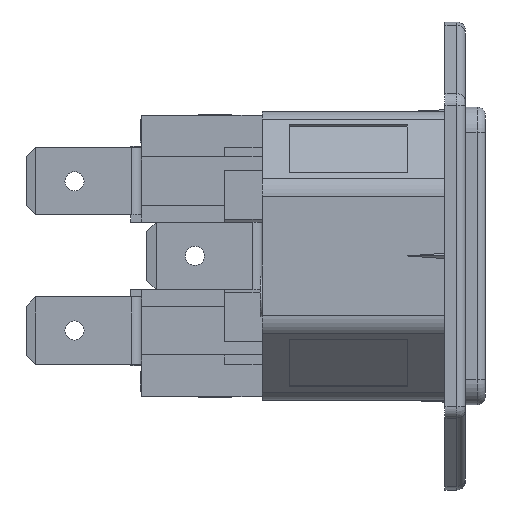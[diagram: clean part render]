
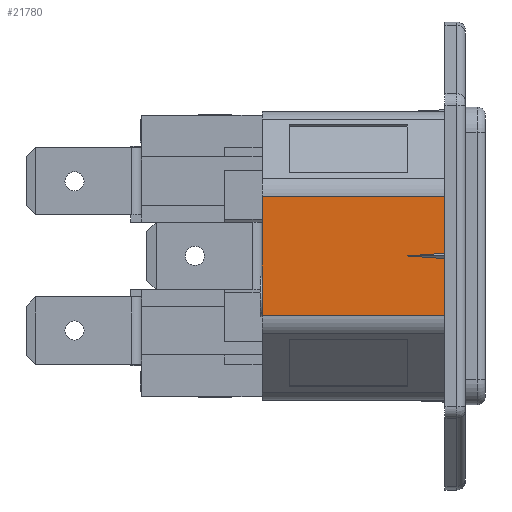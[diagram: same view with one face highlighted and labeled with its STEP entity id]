
A CAD part, front view. The second image highlights one B-rep face of the part: STEP entity #21780.
In plain terms, the highlighted planar face has unit normal (0, -1, 0).
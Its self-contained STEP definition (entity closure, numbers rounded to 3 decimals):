
#790 = CARTESIAN_POINT ( 'NONE',  ( -12.85, -15.43, 6.555 ) ) ;
#2611 = ORIENTED_EDGE ( 'NONE', *, *, #29392, .T. ) ;
#3093 = CARTESIAN_POINT ( 'NONE',  ( 0., -15.43, 5.577 ) ) ;
#4649 = LINE ( 'NONE', #30198, #27902 ) ;
#4874 = CARTESIAN_POINT ( 'NONE',  ( 0., -15.43, 5.577 ) ) ;
#6177 = CARTESIAN_POINT ( 'NONE',  ( 0., -15.43, 5.577 ) ) ;
#6723 = EDGE_CURVE ( 'NONE', #10517, #33508, #8796, .T. ) ;
#7068 = CARTESIAN_POINT ( 'NONE',  ( 0., -15.43, -0.255 ) ) ;
#7583 = EDGE_LOOP ( 'NONE', ( #13988, #12863, #11188, #23783, #29689, #31700, #2611 ) ) ;
#8126 = CARTESIAN_POINT ( 'NONE',  ( 0., -15.43, 0.255 ) ) ;
#8534 = DIRECTION ( 'NONE',  ( -1., 0., 0. ) ) ;
#8796 = LINE ( 'NONE', #17441, #29859 ) ;
#10517 = VERTEX_POINT ( 'NONE', #31354 ) ;
#11188 = ORIENTED_EDGE ( 'NONE', *, *, #31374, .T. ) ;
#11229 = AXIS2_PLACEMENT_3D ( 'NONE', #790, #23707, #18062 ) ;
#11285 = VECTOR ( 'NONE', #24423, 1000. ) ;
#12863 = ORIENTED_EDGE ( 'NONE', *, *, #25778, .F. ) ;
#13602 = VECTOR ( 'NONE', #19777, 1000. ) ;
#13988 = ORIENTED_EDGE ( 'NONE', *, *, #21621, .F. ) ;
#13993 = VECTOR ( 'NONE', #8534, 1000. ) ;
#16445 = VERTEX_POINT ( 'NONE', #19258 ) ;
#17441 = CARTESIAN_POINT ( 'NONE',  ( 0., -15.43, -5.577 ) ) ;
#18062 = DIRECTION ( 'NONE',  ( 0., 0., -1. ) ) ;
#18529 = DIRECTION ( 'NONE',  ( 0., 0., -1. ) ) ;
#18732 = DIRECTION ( 'NONE',  ( 0., 0., -1. ) ) ;
#18978 = VECTOR ( 'NONE', #18529, 1000. ) ;
#19258 = CARTESIAN_POINT ( 'NONE',  ( -17.15, -15.43, 5.577 ) ) ;
#19428 = CARTESIAN_POINT ( 'NONE',  ( 0., -15.43, -0.255 ) ) ;
#19777 = DIRECTION ( 'NONE',  ( -0.997, 0., -0.073 ) ) ;
#21009 = EDGE_CURVE ( 'NONE', #33277, #10517, #32802, .T. ) ;
#21621 = EDGE_CURVE ( 'NONE', #35222, #33884, #31794, .T. ) ;
#21780 = ADVANCED_FACE ( 'NONE', ( #26704 ), #26515, .T. ) ;
#22718 = DIRECTION ( 'NONE',  ( -1., 0., 0. ) ) ;
#23475 = LINE ( 'NONE', #28546, #30415 ) ;
#23707 = DIRECTION ( 'NONE',  ( 0., -1., 0. ) ) ;
#23783 = ORIENTED_EDGE ( 'NONE', *, *, #32626, .T. ) ;
#24423 = DIRECTION ( 'NONE',  ( 0., 0., -1. ) ) ;
#25778 = EDGE_CURVE ( 'NONE', #30561, #35222, #30613, .T. ) ;
#26515 = PLANE ( 'NONE',  #11229 ) ;
#26704 = FACE_OUTER_BOUND ( 'NONE', #7583, .T. ) ;
#27902 = VECTOR ( 'NONE', #18732, 1000. ) ;
#28546 = CARTESIAN_POINT ( 'NONE',  ( 0., -15.43, -0.255 ) ) ;
#29100 = DIRECTION ( 'NONE',  ( -0.997, 0., 0.073 ) ) ;
#29392 = EDGE_CURVE ( 'NONE', #33277, #33884, #23475, .T. ) ;
#29689 = ORIENTED_EDGE ( 'NONE', *, *, #6723, .F. ) ;
#29859 = VECTOR ( 'NONE', #22718, 1000. ) ;
#30198 = CARTESIAN_POINT ( 'NONE',  ( -17.15, -15.43, 5.577 ) ) ;
#30390 = CARTESIAN_POINT ( 'NONE',  ( -3.5, -15.43, 0. ) ) ;
#30415 = VECTOR ( 'NONE', #29100, 1000. ) ;
#30561 = VERTEX_POINT ( 'NONE', #6177 ) ;
#30613 = LINE ( 'NONE', #4874, #11285 ) ;
#31354 = CARTESIAN_POINT ( 'NONE',  ( 0., -15.43, -5.577 ) ) ;
#31374 = EDGE_CURVE ( 'NONE', #30561, #16445, #34284, .T. ) ;
#31700 = ORIENTED_EDGE ( 'NONE', *, *, #21009, .F. ) ;
#31794 = LINE ( 'NONE', #8126, #13602 ) ;
#32626 = EDGE_CURVE ( 'NONE', #16445, #33508, #4649, .T. ) ;
#32802 = LINE ( 'NONE', #7068, #18978 ) ;
#33104 = CARTESIAN_POINT ( 'NONE',  ( -17.15, -15.43, -5.577 ) ) ;
#33277 = VERTEX_POINT ( 'NONE', #19428 ) ;
#33508 = VERTEX_POINT ( 'NONE', #33104 ) ;
#33884 = VERTEX_POINT ( 'NONE', #30390 ) ;
#34284 = LINE ( 'NONE', #3093, #13993 ) ;
#34752 = CARTESIAN_POINT ( 'NONE',  ( 0., -15.43, 0.255 ) ) ;
#35222 = VERTEX_POINT ( 'NONE', #34752 ) ;
